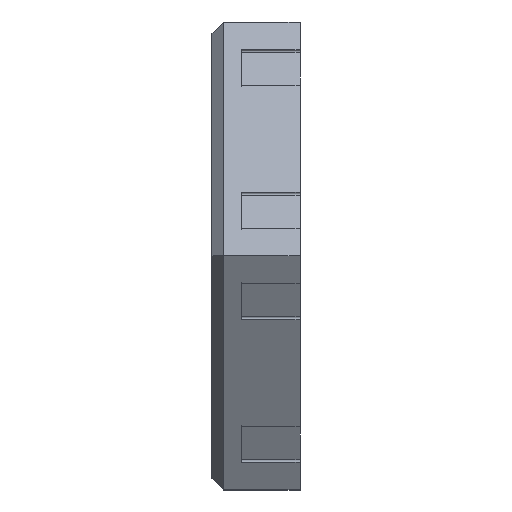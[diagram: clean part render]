
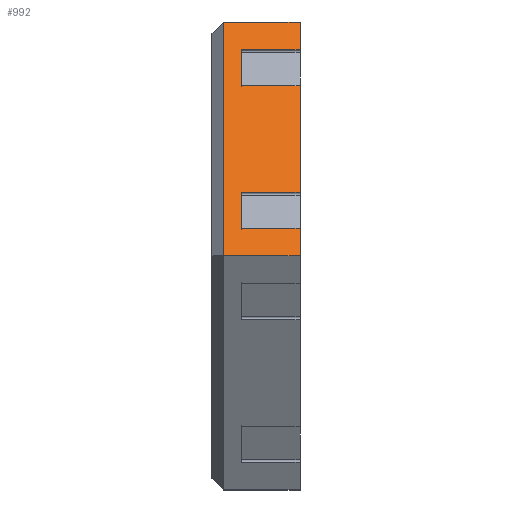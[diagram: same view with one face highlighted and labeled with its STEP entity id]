
A CAD part, left-side view. The second image highlights one B-rep face of the part: STEP entity #992.
In plain terms, the highlighted planar face has unit normal (-0.866, 0, 0.5).
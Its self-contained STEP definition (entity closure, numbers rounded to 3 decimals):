
#67 = DIRECTION ( 'NONE',  ( 0., -1., 0. ) ) ;
#70 = VECTOR ( 'NONE', #1460, 1000. ) ;
#81 = VERTEX_POINT ( 'NONE', #3449 ) ;
#87 = EDGE_CURVE ( 'NONE', #424, #645, #2624, .T. ) ;
#97 = LINE ( 'NONE', #525, #706 ) ;
#110 = CARTESIAN_POINT ( 'NONE',  ( -23., 13., -39.837 ) ) ;
#113 = EDGE_CURVE ( 'NONE', #4127, #5421, #3368, .T. ) ;
#114 = EDGE_CURVE ( 'NONE', #506, #4683, #4793, .T. ) ;
#138 = CARTESIAN_POINT ( 'NONE',  ( -20.25, 10., -35.074 ) ) ;
#201 = VERTEX_POINT ( 'NONE', #1742 ) ;
#330 = VECTOR ( 'NONE', #4661, 1000. ) ;
#387 = DIRECTION ( 'NONE',  ( -0.5, 0., -0.866 ) ) ;
#424 = VERTEX_POINT ( 'NONE', #4271 ) ;
#432 = EDGE_CURVE ( 'NONE', #81, #3251, #4564, .T. ) ;
#444 = CARTESIAN_POINT ( 'NONE',  ( -23., 13., -39.837 ) ) ;
#469 = CARTESIAN_POINT ( 'NONE',  ( -16.75, 10., -29.012 ) ) ;
#506 = VERTEX_POINT ( 'NONE', #3899 ) ;
#525 = CARTESIAN_POINT ( 'NONE',  ( -20.25, 10., -35.074 ) ) ;
#639 = CARTESIAN_POINT ( 'NONE',  ( -2.75, 10., -4.763 ) ) ;
#645 = VERTEX_POINT ( 'NONE', #4955 ) ;
#648 = DIRECTION ( 'NONE',  ( 0., -1., 0. ) ) ;
#706 = VECTOR ( 'NONE', #67, 1000. ) ;
#763 = DIRECTION ( 'NONE',  ( 0., -1., 0. ) ) ;
#844 = FACE_OUTER_BOUND ( 'NONE', #3450, .T. ) ;
#870 = DIRECTION ( 'NONE',  ( -0.5, 0., -0.866 ) ) ;
#992 = ADVANCED_FACE ( 'NONE', ( #844 ), #3890, .F. ) ;
#1019 = EDGE_CURVE ( 'NONE', #1576, #201, #4858, .T. ) ;
#1053 = VECTOR ( 'NONE', #5260, 1000. ) ;
#1149 = VECTOR ( 'NONE', #648, 1000. ) ;
#1204 = DIRECTION ( 'NONE',  ( 0.5, 0., 0.866 ) ) ;
#1460 = DIRECTION ( 'NONE',  ( -0.5, 0., -0.866 ) ) ;
#1472 = EDGE_CURVE ( 'NONE', #2282, #4683, #97, .T. ) ;
#1576 = VERTEX_POINT ( 'NONE', #3015 ) ;
#1594 = VECTOR ( 'NONE', #2735, 1000. ) ;
#1665 = CARTESIAN_POINT ( 'NONE',  ( -23., 15., -39.837 ) ) ;
#1703 = VECTOR ( 'NONE', #763, 1000. ) ;
#1742 = CARTESIAN_POINT ( 'NONE',  ( 0., 0., 0. ) ) ;
#1811 = CARTESIAN_POINT ( 'NONE',  ( 0., 15., 0. ) ) ;
#1815 = EDGE_CURVE ( 'NONE', #4127, #2282, #4076, .T. ) ;
#2072 = VERTEX_POINT ( 'NONE', #110 ) ;
#2152 = ORIENTED_EDGE ( 'NONE', *, *, #87, .F. ) ;
#2201 = DIRECTION ( 'NONE',  ( 0., -1., 0. ) ) ;
#2282 = VERTEX_POINT ( 'NONE', #138 ) ;
#2286 = CARTESIAN_POINT ( 'NONE',  ( -20.25, 0., -35.074 ) ) ;
#2374 = DIRECTION ( 'NONE',  ( 0., -1., 0. ) ) ;
#2408 = EDGE_CURVE ( 'NONE', #81, #424, #4717, .T. ) ;
#2421 = ORIENTED_EDGE ( 'NONE', *, *, #5550, .T. ) ;
#2526 = LINE ( 'NONE', #3435, #330 ) ;
#2587 = ORIENTED_EDGE ( 'NONE', *, *, #2924, .T. ) ;
#2596 = LINE ( 'NONE', #444, #1053 ) ;
#2624 = LINE ( 'NONE', #4336, #5366 ) ;
#2735 = DIRECTION ( 'NONE',  ( 0.5, 0., 0.866 ) ) ;
#2924 = EDGE_CURVE ( 'NONE', #3251, #201, #3957, .T. ) ;
#2966 = CARTESIAN_POINT ( 'NONE',  ( -23., 0., -39.837 ) ) ;
#3015 = CARTESIAN_POINT ( 'NONE',  ( 0., 13., 0. ) ) ;
#3251 = VERTEX_POINT ( 'NONE', #3865 ) ;
#3368 = LINE ( 'NONE', #4732, #3988 ) ;
#3376 = CARTESIAN_POINT ( 'NONE',  ( -2.75, 10., -4.763 ) ) ;
#3435 = CARTESIAN_POINT ( 'NONE',  ( -23., 0., -39.837 ) ) ;
#3450 = EDGE_LOOP ( 'NONE', ( #4641, #4863, #2587, #4693, #5642, #3504, #3597, #4034, #5077, #4582, #2421, #2152 ) ) ;
#3449 = CARTESIAN_POINT ( 'NONE',  ( -2.75, 10., -4.763 ) ) ;
#3462 = CARTESIAN_POINT ( 'NONE',  ( -23., 15., -39.837 ) ) ;
#3474 = DIRECTION ( 'NONE',  ( 0., -1., 0. ) ) ;
#3498 = CARTESIAN_POINT ( 'NONE',  ( -23., 0., -39.837 ) ) ;
#3504 = ORIENTED_EDGE ( 'NONE', *, *, #4744, .T. ) ;
#3597 = ORIENTED_EDGE ( 'NONE', *, *, #114, .T. ) ;
#3865 = CARTESIAN_POINT ( 'NONE',  ( -2.75, 0., -4.763 ) ) ;
#3890 = PLANE ( 'NONE',  #3968 ) ;
#3899 = CARTESIAN_POINT ( 'NONE',  ( -23., 0., -39.837 ) ) ;
#3957 = LINE ( 'NONE', #3498, #1594 ) ;
#3968 = AXIS2_PLACEMENT_3D ( 'NONE', #1665, #4766, #870 ) ;
#3988 = VECTOR ( 'NONE', #2201, 1000. ) ;
#4034 = ORIENTED_EDGE ( 'NONE', *, *, #1472, .F. ) ;
#4055 = CARTESIAN_POINT ( 'NONE',  ( -16.75, 0., -29.012 ) ) ;
#4076 = LINE ( 'NONE', #4584, #70 ) ;
#4127 = VERTEX_POINT ( 'NONE', #469 ) ;
#4134 = VECTOR ( 'NONE', #387, 1000. ) ;
#4209 = EDGE_CURVE ( 'NONE', #1576, #2072, #2596, .T. ) ;
#4271 = CARTESIAN_POINT ( 'NONE',  ( -6.25, 10., -10.825 ) ) ;
#4336 = CARTESIAN_POINT ( 'NONE',  ( -6.25, 10., -10.825 ) ) ;
#4564 = LINE ( 'NONE', #639, #4828 ) ;
#4582 = ORIENTED_EDGE ( 'NONE', *, *, #113, .T. ) ;
#4584 = CARTESIAN_POINT ( 'NONE',  ( -16.75, 10., -29.012 ) ) ;
#4641 = ORIENTED_EDGE ( 'NONE', *, *, #2408, .F. ) ;
#4661 = DIRECTION ( 'NONE',  ( 0.5, 0., 0.866 ) ) ;
#4683 = VERTEX_POINT ( 'NONE', #2286 ) ;
#4693 = ORIENTED_EDGE ( 'NONE', *, *, #1019, .F. ) ;
#4717 = LINE ( 'NONE', #3376, #4134 ) ;
#4732 = CARTESIAN_POINT ( 'NONE',  ( -16.75, 10., -29.012 ) ) ;
#4744 = EDGE_CURVE ( 'NONE', #2072, #506, #5151, .T. ) ;
#4766 = DIRECTION ( 'NONE',  ( 0.866, 0., -0.5 ) ) ;
#4793 = LINE ( 'NONE', #2966, #5270 ) ;
#4828 = VECTOR ( 'NONE', #2374, 1000. ) ;
#4858 = LINE ( 'NONE', #1811, #1149 ) ;
#4863 = ORIENTED_EDGE ( 'NONE', *, *, #432, .T. ) ;
#4955 = CARTESIAN_POINT ( 'NONE',  ( -6.25, 0., -10.825 ) ) ;
#5077 = ORIENTED_EDGE ( 'NONE', *, *, #1815, .F. ) ;
#5151 = LINE ( 'NONE', #3462, #1703 ) ;
#5260 = DIRECTION ( 'NONE',  ( -0.5, 0., -0.866 ) ) ;
#5270 = VECTOR ( 'NONE', #1204, 1000. ) ;
#5366 = VECTOR ( 'NONE', #3474, 1000. ) ;
#5421 = VERTEX_POINT ( 'NONE', #4055 ) ;
#5550 = EDGE_CURVE ( 'NONE', #5421, #645, #2526, .T. ) ;
#5642 = ORIENTED_EDGE ( 'NONE', *, *, #4209, .T. ) ;
